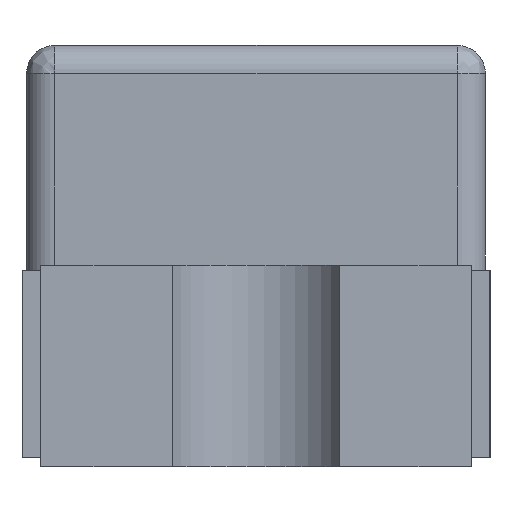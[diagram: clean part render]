
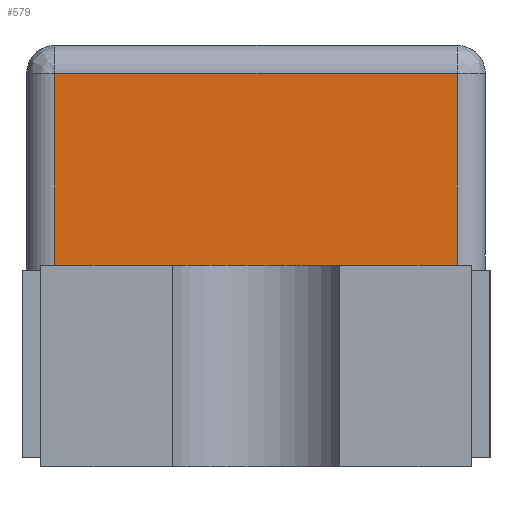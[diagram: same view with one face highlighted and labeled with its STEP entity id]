
A CAD part, left-side view. The second image highlights one B-rep face of the part: STEP entity #579.
In plain terms, the highlighted planar face has unit normal (-1, 0, 0).
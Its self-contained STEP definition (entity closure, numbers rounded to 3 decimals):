
#137 = CARTESIAN_POINT ( 'NONE',  ( -0.42, 0.215, 0.42 ) ) ;
#142 = DIRECTION ( 'NONE',  ( 0., 1., 0. ) ) ;
#154 = DIRECTION ( 'NONE',  ( 0., 1., 0. ) ) ;
#272 = FACE_OUTER_BOUND ( 'NONE', #743, .T. ) ;
#278 = LINE ( 'NONE', #811, #1552 ) ;
#355 = DIRECTION ( 'NONE',  ( 0., 0., 1. ) ) ;
#386 = DIRECTION ( 'NONE',  ( 1., 0., 0. ) ) ;
#397 = PLANE ( 'NONE',  #765 ) ;
#408 = EDGE_CURVE ( 'NONE', #756, #1582, #712, .T. ) ;
#462 = CARTESIAN_POINT ( 'NONE',  ( -0.42, -0.215, 0.215 ) ) ;
#506 = VECTOR ( 'NONE', #574, 1000. ) ;
#574 = DIRECTION ( 'NONE',  ( 0., -1., 0. ) ) ;
#579 = ADVANCED_FACE ( 'NONE', ( #272 ), #397, .F. ) ;
#646 = CARTESIAN_POINT ( 'NONE',  ( -0.42, 0.215, 0.215 ) ) ;
#698 = VERTEX_POINT ( 'NONE', #646 ) ;
#712 = LINE ( 'NONE', #1279, #506 ) ;
#736 = DIRECTION ( 'NONE',  ( 0., 0., -1. ) ) ;
#743 = EDGE_LOOP ( 'NONE', ( #1353, #848, #938, #1300 ) ) ;
#756 = VERTEX_POINT ( 'NONE', #137 ) ;
#765 = AXIS2_PLACEMENT_3D ( 'NONE', #1383, #386, #142 ) ;
#811 = CARTESIAN_POINT ( 'NONE',  ( -0.42, 0.245, 0.215 ) ) ;
#848 = ORIENTED_EDGE ( 'NONE', *, *, #1758, .F. ) ;
#923 = CARTESIAN_POINT ( 'NONE',  ( -0.42, -0.215, 0.42 ) ) ;
#938 = ORIENTED_EDGE ( 'NONE', *, *, #1278, .F. ) ;
#1274 = VECTOR ( 'NONE', #355, 1000. ) ;
#1278 = EDGE_CURVE ( 'NONE', #1582, #1345, #1717, .T. ) ;
#1279 = CARTESIAN_POINT ( 'NONE',  ( -0.42, -0.245, 0.42 ) ) ;
#1300 = ORIENTED_EDGE ( 'NONE', *, *, #408, .F. ) ;
#1313 = EDGE_CURVE ( 'NONE', #698, #756, #1591, .T. ) ;
#1327 = CARTESIAN_POINT ( 'NONE',  ( -0.42, -0.215, 0.45 ) ) ;
#1345 = VERTEX_POINT ( 'NONE', #462 ) ;
#1353 = ORIENTED_EDGE ( 'NONE', *, *, #1313, .F. ) ;
#1383 = CARTESIAN_POINT ( 'NONE',  ( -0.42, 0.245, 0.45 ) ) ;
#1552 = VECTOR ( 'NONE', #154, 1000. ) ;
#1582 = VERTEX_POINT ( 'NONE', #923 ) ;
#1591 = LINE ( 'NONE', #1624, #1274 ) ;
#1607 = VECTOR ( 'NONE', #736, 1000. ) ;
#1624 = CARTESIAN_POINT ( 'NONE',  ( -0.42, 0.215, 0.45 ) ) ;
#1717 = LINE ( 'NONE', #1327, #1607 ) ;
#1758 = EDGE_CURVE ( 'NONE', #1345, #698, #278, .T. ) ;
